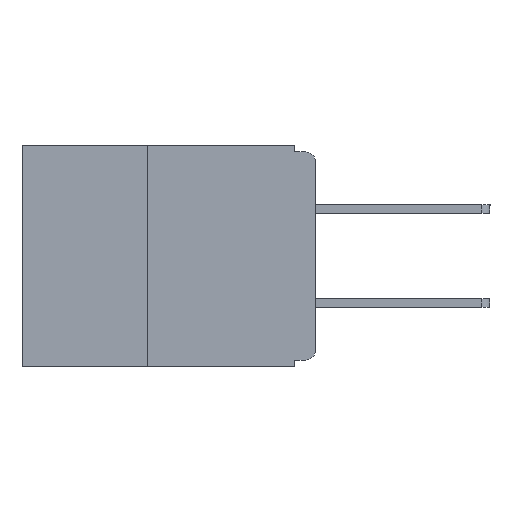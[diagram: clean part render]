
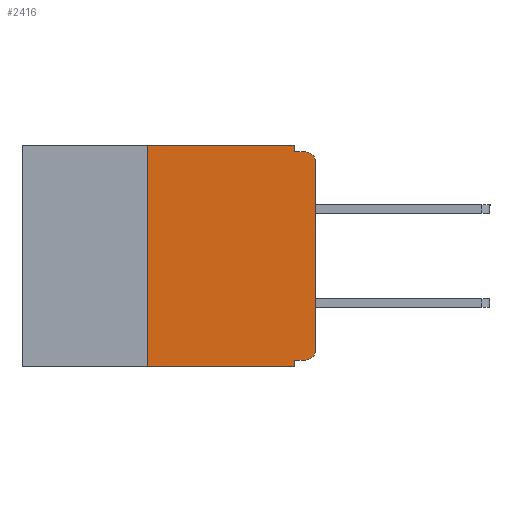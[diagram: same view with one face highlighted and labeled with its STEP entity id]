
A CAD part, left-side view. The second image highlights one B-rep face of the part: STEP entity #2416.
In plain terms, the highlighted planar face has unit normal (-1, 0, 0).
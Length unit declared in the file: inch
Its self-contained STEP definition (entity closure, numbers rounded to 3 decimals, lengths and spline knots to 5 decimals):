
#52 = EDGE_CURVE ( 'NONE', #5610, #5905, #1781, .T. ) ;
#158 = ORIENTED_EDGE ( 'NONE', *, *, #11545, .F. ) ;
#396 = CARTESIAN_POINT ( 'NONE',  ( 0., 0.437, 0. ) ) ;
#836 = VERTEX_POINT ( 'NONE', #9625 ) ;
#1635 = VECTOR ( 'NONE', #2484, 39.37008 ) ;
#1673 = DIRECTION ( 'NONE',  ( 0., 0., -1. ) ) ;
#1781 = LINE ( 'NONE', #6054, #11628 ) ;
#1851 = VERTEX_POINT ( 'NONE', #6144 ) ;
#2133 = DIRECTION ( 'NONE',  ( 1., 0., 0. ) ) ;
#2188 = PLANE ( 'NONE',  #12662 ) ;
#2267 = CARTESIAN_POINT ( 'NONE',  ( 0., 0.031, -0.33 ) ) ;
#2416 = ADVANCED_FACE ( 'NONE', ( #8312 ), #2188, .F. ) ;
#2484 = DIRECTION ( 'NONE',  ( 0., 0., -1. ) ) ;
#2546 = VECTOR ( 'NONE', #1673, 39.37008 ) ;
#2710 = VECTOR ( 'NONE', #6840, 39.37008 ) ;
#2739 = CARTESIAN_POINT ( 'NONE',  ( 0., 0., -0.01 ) ) ;
#3082 = ORIENTED_EDGE ( 'NONE', *, *, #12147, .T. ) ;
#3318 = DIRECTION ( 'NONE',  ( 0., 0., -1. ) ) ;
#3330 = EDGE_CURVE ( 'NONE', #10200, #5642, #7035, .T. ) ;
#3474 = EDGE_CURVE ( 'NONE', #1851, #836, #5434, .T. ) ;
#3585 = CARTESIAN_POINT ( 'NONE',  ( 0., 0.437, 0. ) ) ;
#3892 = CARTESIAN_POINT ( 'NONE',  ( 0., 0.015, -0.305 ) ) ;
#4187 = CARTESIAN_POINT ( 'NONE',  ( 0., 0.25, -0.33 ) ) ;
#4211 = ORIENTED_EDGE ( 'NONE', *, *, #11729, .T. ) ;
#4280 = ORIENTED_EDGE ( 'NONE', *, *, #12212, .F. ) ;
#4326 = EDGE_CURVE ( 'NONE', #11806, #5736, #5404, .T. ) ;
#4405 = EDGE_CURVE ( 'NONE', #9896, #10200, #4759, .T. ) ;
#4476 = DIRECTION ( 'NONE',  ( -1., 0., 0. ) ) ;
#4608 = LINE ( 'NONE', #6727, #2546 ) ;
#4759 = LINE ( 'NONE', #8902, #9859 ) ;
#4902 = DIRECTION ( 'NONE',  ( 0., 0., -1. ) ) ;
#4990 = CARTESIAN_POINT ( 'NONE',  ( 0., 0., -0.305 ) ) ;
#5235 = LINE ( 'NONE', #5607, #7941 ) ;
#5397 = ORIENTED_EDGE ( 'NONE', *, *, #9429, .T. ) ;
#5402 = VERTEX_POINT ( 'NONE', #11822 ) ;
#5404 = LINE ( 'NONE', #10470, #2710 ) ;
#5434 = LINE ( 'NONE', #2739, #10524 ) ;
#5531 = CARTESIAN_POINT ( 'NONE',  ( 0., 0., -0.025 ) ) ;
#5607 = CARTESIAN_POINT ( 'NONE',  ( 0., 0.437, -0.33 ) ) ;
#5610 = VERTEX_POINT ( 'NONE', #4187 ) ;
#5642 = VERTEX_POINT ( 'NONE', #9613 ) ;
#5736 = VERTEX_POINT ( 'NONE', #5531 ) ;
#5905 = VERTEX_POINT ( 'NONE', #10319 ) ;
#6054 = CARTESIAN_POINT ( 'NONE',  ( 0., 0.25, -0.33 ) ) ;
#6144 = CARTESIAN_POINT ( 'NONE',  ( 0., 0.031, -0.01 ) ) ;
#6164 = AXIS2_PLACEMENT_3D ( 'NONE', #3892, #11011, #4902 ) ;
#6713 = DIRECTION ( 'NONE',  ( 0., -1., 0. ) ) ;
#6727 = CARTESIAN_POINT ( 'NONE',  ( 0., 0.031, 0. ) ) ;
#6840 = DIRECTION ( 'NONE',  ( 0., 0., 1. ) ) ;
#7035 = LINE ( 'NONE', #2267, #1635 ) ;
#7611 = DIRECTION ( 'NONE',  ( 0., -1., 0. ) ) ;
#7660 = DIRECTION ( 'NONE',  ( 0., -1., 0. ) ) ;
#7941 = VECTOR ( 'NONE', #7611, 39.37008 ) ;
#8312 = FACE_OUTER_BOUND ( 'NONE', #11710, .T. ) ;
#8674 = DIRECTION ( 'NONE',  ( 0., 1., 0. ) ) ;
#8902 = CARTESIAN_POINT ( 'NONE',  ( 0., 0., -0.32 ) ) ;
#8904 = ORIENTED_EDGE ( 'NONE', *, *, #52, .F. ) ;
#8946 = DIRECTION ( 'NONE',  ( 0., 0., 1. ) ) ;
#9231 = VECTOR ( 'NONE', #7660, 39.37008 ) ;
#9429 = EDGE_CURVE ( 'NONE', #5736, #836, #11050, .T. ) ;
#9558 = AXIS2_PLACEMENT_3D ( 'NONE', #10579, #4476, #11598 ) ;
#9613 = CARTESIAN_POINT ( 'NONE',  ( 0., 0.031, -0.33 ) ) ;
#9625 = CARTESIAN_POINT ( 'NONE',  ( 0., 0.015, -0.01 ) ) ;
#9859 = VECTOR ( 'NONE', #8674, 39.37008 ) ;
#9896 = VERTEX_POINT ( 'NONE', #12281 ) ;
#10023 = CIRCLE ( 'NONE', #6164, 0.015 ) ;
#10200 = VERTEX_POINT ( 'NONE', #10768 ) ;
#10319 = CARTESIAN_POINT ( 'NONE',  ( 0., 0.25, 0. ) ) ;
#10470 = CARTESIAN_POINT ( 'NONE',  ( 0., 0., 0. ) ) ;
#10524 = VECTOR ( 'NONE', #6713, 39.37008 ) ;
#10579 = CARTESIAN_POINT ( 'NONE',  ( 0., 0.015, -0.025 ) ) ;
#10768 = CARTESIAN_POINT ( 'NONE',  ( 0., 0.031, -0.32 ) ) ;
#11011 = DIRECTION ( 'NONE',  ( -1., 0., 0. ) ) ;
#11050 = CIRCLE ( 'NONE', #9558, 0.015 ) ;
#11373 = ORIENTED_EDGE ( 'NONE', *, *, #4405, .F. ) ;
#11445 = ORIENTED_EDGE ( 'NONE', *, *, #3474, .F. ) ;
#11545 = EDGE_CURVE ( 'NONE', #5905, #5402, #11947, .T. ) ;
#11598 = DIRECTION ( 'NONE',  ( 0., 0., -1. ) ) ;
#11628 = VECTOR ( 'NONE', #8946, 39.37008 ) ;
#11710 = EDGE_LOOP ( 'NONE', ( #12222, #5397, #11445, #4280, #158, #8904, #3082, #12146, #11373, #4211 ) ) ;
#11729 = EDGE_CURVE ( 'NONE', #9896, #11806, #10023, .T. ) ;
#11806 = VERTEX_POINT ( 'NONE', #4990 ) ;
#11822 = CARTESIAN_POINT ( 'NONE',  ( 0., 0.031, 0. ) ) ;
#11947 = LINE ( 'NONE', #396, #9231 ) ;
#12146 = ORIENTED_EDGE ( 'NONE', *, *, #3330, .F. ) ;
#12147 = EDGE_CURVE ( 'NONE', #5610, #5642, #5235, .T. ) ;
#12212 = EDGE_CURVE ( 'NONE', #5402, #1851, #4608, .T. ) ;
#12222 = ORIENTED_EDGE ( 'NONE', *, *, #4326, .T. ) ;
#12281 = CARTESIAN_POINT ( 'NONE',  ( 0., 0.015, -0.32 ) ) ;
#12662 = AXIS2_PLACEMENT_3D ( 'NONE', #3585, #2133, #3318 ) ;
